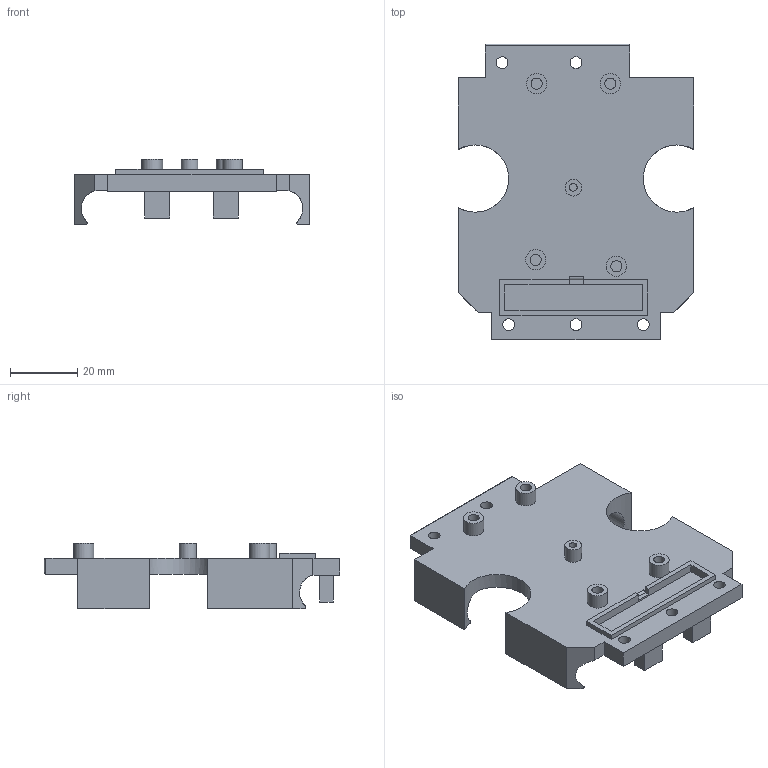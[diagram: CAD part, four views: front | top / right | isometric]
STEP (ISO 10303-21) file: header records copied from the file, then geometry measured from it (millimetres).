
FILE_DESCRIPTION(/* description */ (''),/* implementation_level */ '2;1');
FILE_NAME(/* name */ 'Component_Thor A1M1900XXL MOD2 Battery Board.step',/* time_stamp */ '2025-05-18T21:33:28-05:00',/* author */ (''),/* organization */ (''),/* preprocessor_version */ 'ST-DEVELOPER v20.1',/* originating_system */ 'Autodesk Translation Framework v14.4.0.0',/* authorisation */ '');
FILE_SCHEMA (('AUTOMOTIVE_DESIGN { 1 0 10303 214 3 1 1 }'));
Length unit declared in the file: millimetre
Products named in the file (2): 2025-05-18-21-33-28-546; 2025-05-18-21-33-28-549
Assembly tree (1 placements, depth 2):
  2025-05-18-21-33-28-546
    2025-05-18-21-33-28-549
Bounding box: 70 x 88 x 19.5 mm (x, y, z)
Volume: 27784.6 mm3; surface area: 15860.1 mm2
Topology: 1 solids, 1 shells, 88 faces, 213 edges, 140 vertices
Faces by surface type: plane 58, cylinder 30
Full cylindrical faces by diameter (mm): 2.3 x1, 3.3 x4, 3.5 x5, 5 x1, 6 x4
Entity records: 2742 total; most frequent: CARTESIAN_POINT 566, DIRECTION 441, ORIENTED_EDGE 426, EDGE_CURVE 213, LINE 151, VECTOR 151, AXIS2_PLACEMENT_3D 145, VERTEX_POINT 140
